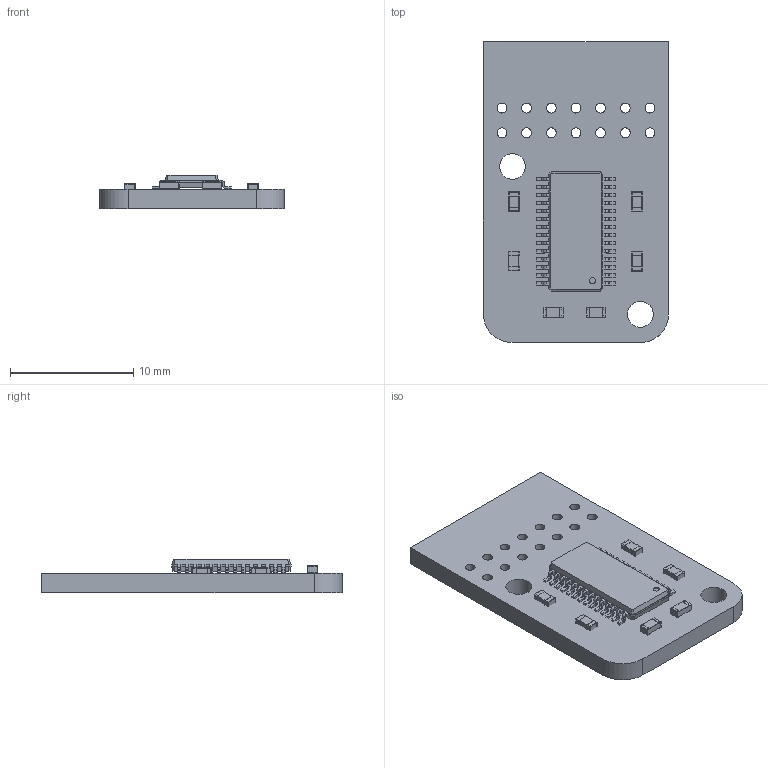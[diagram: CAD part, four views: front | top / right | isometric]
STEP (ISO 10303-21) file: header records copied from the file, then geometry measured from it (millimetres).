
FILE_DESCRIPTION(('KiCad electronic assembly'),'2;1');
FILE_NAME('MyTPM.step','2021-07-16T16:19:54',('An Author'),('A Company') ,'Open CASCADE STEP processor 7.4','KiCad to STEP converter','Unknown' );
FILE_SCHEMA(('AUTOMOTIVE_DESIGN { 1 0 10303 214 1 1 1 1 }'));
Length unit declared in the file: millimetre
Products named in the file (8): Open CASCADE STEP translator 7.4 1; C0603C180K4HAC7867; COMPOUND; TSSOP-28_4.4x9.7mm_P0.65mm; SOLID; RE0603FRE071KL
Assembly tree (11 placements, depth 3):
  Open CASCADE STEP translator 7.4 1
    C0603C180K4HAC7867  x4
      COMPOUND
    TSSOP-28_4.4x9.7mm_P0.65mm
      SOLID
    RE0603FRE071KL  x2
      COMPOUND
    COMPOUND
Bounding box: 15.01 x 24.4 x 2.75 mm (x, y, z)
Volume: 607.8 mm3; surface area: 1096.3 mm2
Topology: 22 solids, 22 shells, 744 faces, 1897 edges, 1166 vertices
Faces by surface type: plane 449, cylinder 211, bspline 52, sphere 32
Full cylindrical faces by diameter (mm): 0.5 x1, 0.8 x14, 2.1 x2
Entity records: 40633 total; most frequent: CARTESIAN_POINT 7713, DIRECTION 5466, LINE 3685, VECTOR 3685, ORIENTED_EDGE 2962, PCURVE 2962, DEFINITIONAL_REPRESENTATION 2962, EDGE_CURVE 1481
